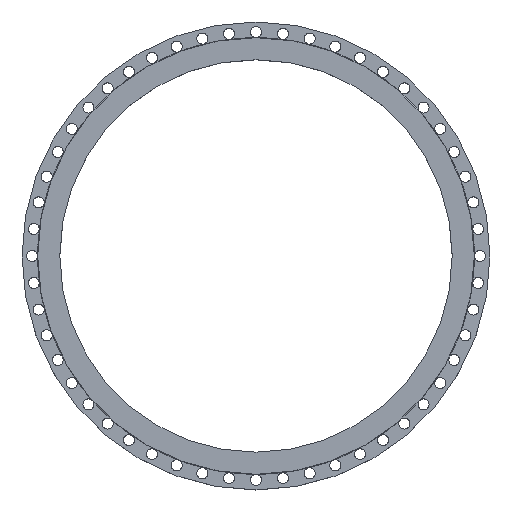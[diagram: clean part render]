
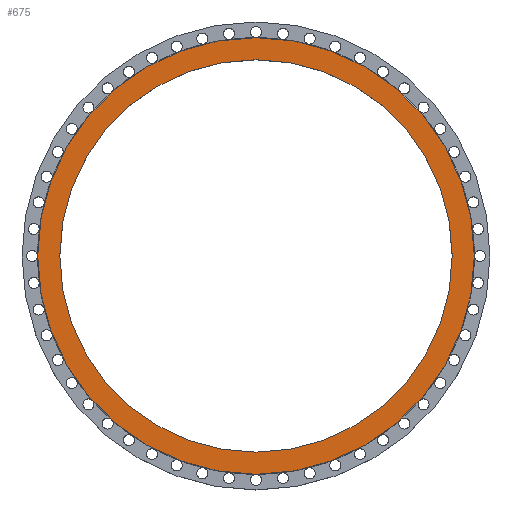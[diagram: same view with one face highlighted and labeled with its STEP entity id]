
A CAD part, top view. The second image highlights one B-rep face of the part: STEP entity #675.
In plain terms, the highlighted planar face has unit normal (0, 0, 1).
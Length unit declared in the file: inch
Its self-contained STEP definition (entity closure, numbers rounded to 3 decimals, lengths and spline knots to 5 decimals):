
#189 = EDGE_CURVE ( 'NONE', #4622, #273, #3816, .T. ) ;
#273 = VERTEX_POINT ( 'NONE', #4141 ) ;
#407 = DIRECTION ( 'NONE',  ( 1., 0., 0. ) ) ;
#479 = CARTESIAN_POINT ( 'NONE',  ( 0., 0., 0. ) ) ;
#573 = EDGE_CURVE ( 'NONE', #273, #4622, #3664, .T. ) ;
#608 = FACE_BOUND ( 'NONE', #2970, .T. ) ;
#675 = ADVANCED_FACE ( 'NONE', ( #608, #2632 ), #1458, .F. ) ;
#720 = AXIS2_PLACEMENT_3D ( 'NONE', #1733, #1340, #3333 ) ;
#1069 = CARTESIAN_POINT ( 'NONE',  ( 0., 26.625, 0. ) ) ;
#1232 = AXIS2_PLACEMENT_3D ( 'NONE', #479, #2088, #407 ) ;
#1340 = DIRECTION ( 'NONE',  ( 0., 0., 1. ) ) ;
#1378 = EDGE_CURVE ( 'NONE', #4982, #3700, #4008, .T. ) ;
#1411 = DIRECTION ( 'NONE',  ( -1., 0., 0. ) ) ;
#1443 = ORIENTED_EDGE ( 'NONE', *, *, #573, .T. ) ;
#1458 = PLANE ( 'NONE',  #2328 ) ;
#1471 = CIRCLE ( 'NONE', #720, 26.625 ) ;
#1535 = DIRECTION ( 'NONE',  ( 0., 0., 1. ) ) ;
#1733 = CARTESIAN_POINT ( 'NONE',  ( 0., 0., 0. ) ) ;
#1901 = AXIS2_PLACEMENT_3D ( 'NONE', #4934, #3296, #2488 ) ;
#2009 = DIRECTION ( 'NONE',  ( 1., 0., 0. ) ) ;
#2036 = ORIENTED_EDGE ( 'NONE', *, *, #4336, .F. ) ;
#2088 = DIRECTION ( 'NONE',  ( 0., 0., 1. ) ) ;
#2328 = AXIS2_PLACEMENT_3D ( 'NONE', #1069, #5006, #1411 ) ;
#2337 = AXIS2_PLACEMENT_3D ( 'NONE', #5132, #1535, #2009 ) ;
#2488 = DIRECTION ( 'NONE',  ( 1., 0., 0. ) ) ;
#2632 = FACE_OUTER_BOUND ( 'NONE', #3106, .T. ) ;
#2970 = EDGE_LOOP ( 'NONE', ( #3739, #2036 ) ) ;
#3106 = EDGE_LOOP ( 'NONE', ( #5191, #1443 ) ) ;
#3296 = DIRECTION ( 'NONE',  ( 0., 0., 1. ) ) ;
#3333 = DIRECTION ( 'NONE',  ( 1., 0., 0. ) ) ;
#3433 = CARTESIAN_POINT ( 'NONE',  ( 26.625, 0., 0. ) ) ;
#3664 = CIRCLE ( 'NONE', #1901, 29.625 ) ;
#3700 = VERTEX_POINT ( 'NONE', #3977 ) ;
#3739 = ORIENTED_EDGE ( 'NONE', *, *, #1378, .F. ) ;
#3816 = CIRCLE ( 'NONE', #1232, 29.625 ) ;
#3977 = CARTESIAN_POINT ( 'NONE',  ( -26.625, 0., 0. ) ) ;
#4008 = CIRCLE ( 'NONE', #2337, 26.625 ) ;
#4141 = CARTESIAN_POINT ( 'NONE',  ( -29.625, 0., 0. ) ) ;
#4256 = CARTESIAN_POINT ( 'NONE',  ( 29.625, 0., 0. ) ) ;
#4336 = EDGE_CURVE ( 'NONE', #3700, #4982, #1471, .T. ) ;
#4622 = VERTEX_POINT ( 'NONE', #4256 ) ;
#4934 = CARTESIAN_POINT ( 'NONE',  ( 0., 0., 0. ) ) ;
#4982 = VERTEX_POINT ( 'NONE', #3433 ) ;
#5006 = DIRECTION ( 'NONE',  ( 0., 0., -1. ) ) ;
#5132 = CARTESIAN_POINT ( 'NONE',  ( 0., 0., 0. ) ) ;
#5191 = ORIENTED_EDGE ( 'NONE', *, *, #189, .T. ) ;
